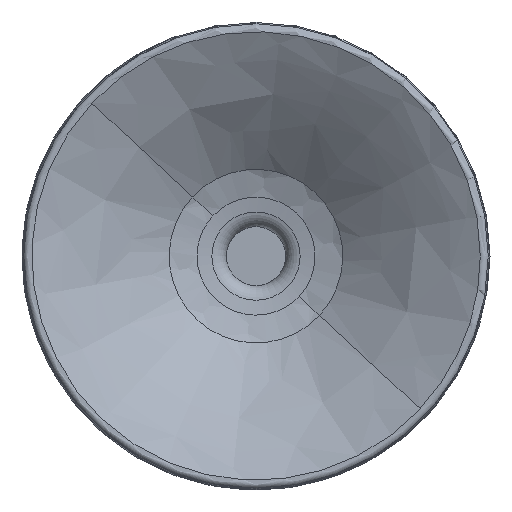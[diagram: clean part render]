
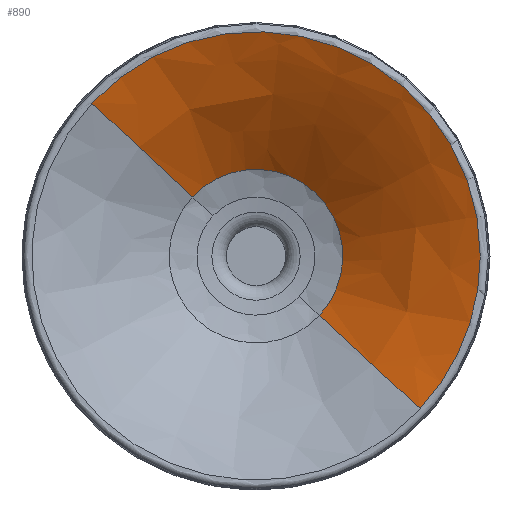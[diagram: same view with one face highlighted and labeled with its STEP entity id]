
A CAD part, top view. The second image highlights one B-rep face of the part: STEP entity #890.
In plain terms, the highlighted free-form (B-spline) face has degree [3, 3] with [9, 4] control points.
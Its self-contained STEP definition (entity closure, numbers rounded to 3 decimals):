
#23=B_SPLINE_CURVE_WITH_KNOTS('',3,(#1575,#1576,#1577,#1578,#1579,#1580,
#1581,#1582,#1583),.UNSPECIFIED.,.F.,.F.,(4,1,1,1,1,1,4),(0.042,
0.167,0.292,0.542,0.792,
0.917,1.),.UNSPECIFIED.);
#24=B_SPLINE_CURVE_WITH_KNOTS('',3,(#1586,#1587,#1588,#1589,#1590,#1591,
#1592,#1593,#1594),.UNSPECIFIED.,.F.,.F.,(4,1,1,1,1,1,4),(0.042,
0.125,0.25,0.5,0.75,0.875,1.),.UNSPECIFIED.);
#30=(
BOUNDED_SURFACE()
B_SPLINE_SURFACE(3,3,((#1595,#1596,#1597,#1598),(#1599,#1600,#1601,#1602),
(#1603,#1604,#1605,#1606),(#1607,#1608,#1609,#1610),(#1611,#1612,#1613,
#1614),(#1615,#1616,#1617,#1618),(#1619,#1620,#1621,#1622),(#1623,#1624,
#1625,#1626),(#1627,#1628,#1629,#1630)),.UNSPECIFIED.,.F.,.F.,.F.)
B_SPLINE_SURFACE_WITH_KNOTS((4,1,1,1,1,1,4),(4,4),(0.042,0.125,
0.25,0.5,0.75,0.875,1.),(0.,1.),.UNSPECIFIED.)
GEOMETRIC_REPRESENTATION_ITEM()
RATIONAL_B_SPLINE_SURFACE(((1.,0.333,0.333,1.),
(1.,0.333,0.333,1.),(1.,0.333,0.333,
1.),(1.,0.333,0.333,1.),(1.,0.333,0.333,
1.),(1.,0.333,0.333,1.),(1.,0.333,0.333,
1.),(1.,0.333,0.333,1.),(1.,0.333,0.333,
1.)))
REPRESENTATION_ITEM('')
SURFACE()
);
#273=FACE_OUTER_BOUND('',#332,.T.);
#332=EDGE_LOOP('',(#786,#787,#788,#789,#790));
#359=CIRCLE('',#1003,7.603);
#361=CIRCLE('',#1005,7.603);
#386=CIRCLE('',#1038,2.943);
#438=VERTEX_POINT('',#1475);
#439=VERTEX_POINT('',#1477);
#440=VERTEX_POINT('',#1479);
#461=VERTEX_POINT('',#1574);
#462=VERTEX_POINT('',#1584);
#541=EDGE_CURVE('',#438,#439,#359,.T.);
#543=EDGE_CURVE('',#440,#438,#361,.T.);
#572=EDGE_CURVE('',#461,#439,#23,.T.);
#574=EDGE_CURVE('',#440,#462,#24,.T.);
#575=EDGE_CURVE('',#461,#462,#386,.T.);
#786=ORIENTED_EDGE('',*,*,#575,.F.);
#787=ORIENTED_EDGE('',*,*,#572,.T.);
#788=ORIENTED_EDGE('',*,*,#541,.F.);
#789=ORIENTED_EDGE('',*,*,#543,.F.);
#790=ORIENTED_EDGE('',*,*,#574,.T.);
#890=ADVANCED_FACE('',(#273),#30,.F.);
#1003=AXIS2_PLACEMENT_3D('',#1478,#1220,#1221);
#1005=AXIS2_PLACEMENT_3D('',#1481,#1224,#1225);
#1038=AXIS2_PLACEMENT_3D('',#1631,#1295,#1296);
#1220=DIRECTION('center_axis',(-1.,0.,0.));
#1221=DIRECTION('ref_axis',(0.,0.,
1.));
#1224=DIRECTION('center_axis',(-1.,0.,0.));
#1225=DIRECTION('ref_axis',(0.,0.,
1.));
#1295=DIRECTION('center_axis',(1.,0.,0.));
#1296=DIRECTION('ref_axis',(0.,0.,-1.));
#1475=CARTESIAN_POINT('',(56.442,18.5,29.897));
#1477=CARTESIAN_POINT('',(56.442,13.318,31.936));
#1478=CARTESIAN_POINT('Origin',(56.442,18.5,37.5));
#1479=CARTESIAN_POINT('',(56.442,23.682,43.064));
#1481=CARTESIAN_POINT('Origin',(56.442,18.5,37.5));
#1574=CARTESIAN_POINT('',(53.394,16.495,35.347));
#1575=CARTESIAN_POINT('Ctrl Pts',(53.394,16.495,35.347));
#1576=CARTESIAN_POINT('Ctrl Pts',(53.568,16.343,35.184));
#1577=CARTESIAN_POINT('Ctrl Pts',(53.917,16.032,34.85));
#1578=CARTESIAN_POINT('Ctrl Pts',(54.553,15.441,34.215));
#1579=CARTESIAN_POINT('Ctrl Pts',(55.266,14.731,33.453));
#1580=CARTESIAN_POINT('Ctrl Pts',(55.86,14.067,32.74));
#1581=CARTESIAN_POINT('Ctrl Pts',(56.233,13.601,32.24));
#1582=CARTESIAN_POINT('Ctrl Pts',(56.383,13.399,32.023));
#1583=CARTESIAN_POINT('Ctrl Pts',(56.442,13.318,31.936));
#1584=CARTESIAN_POINT('',(53.394,20.505,39.653));
#1586=CARTESIAN_POINT('Ctrl Pts',(56.442,23.682,43.064));
#1587=CARTESIAN_POINT('Ctrl Pts',(56.383,23.601,42.977));
#1588=CARTESIAN_POINT('Ctrl Pts',(56.233,23.399,42.76));
#1589=CARTESIAN_POINT('Ctrl Pts',(55.86,22.933,42.26));
#1590=CARTESIAN_POINT('Ctrl Pts',(55.266,22.269,41.547));
#1591=CARTESIAN_POINT('Ctrl Pts',(54.553,21.559,40.785));
#1592=CARTESIAN_POINT('Ctrl Pts',(53.917,20.968,40.15));
#1593=CARTESIAN_POINT('Ctrl Pts',(53.568,20.657,39.816));
#1594=CARTESIAN_POINT('Ctrl Pts',(53.394,20.505,39.653));
#1595=CARTESIAN_POINT('Ctrl Pts',(56.442,13.318,31.936));
#1596=CARTESIAN_POINT('Ctrl Pts',(56.442,24.446,21.573));
#1597=CARTESIAN_POINT('Ctrl Pts',(56.442,34.81,32.701));
#1598=CARTESIAN_POINT('Ctrl Pts',(56.442,23.682,43.064));
#1599=CARTESIAN_POINT('Ctrl Pts',(56.383,13.399,32.023));
#1600=CARTESIAN_POINT('Ctrl Pts',(56.383,24.353,21.821));
#1601=CARTESIAN_POINT('Ctrl Pts',(56.383,34.555,32.776));
#1602=CARTESIAN_POINT('Ctrl Pts',(56.383,23.601,42.977));
#1603=CARTESIAN_POINT('Ctrl Pts',(56.233,13.601,32.24));
#1604=CARTESIAN_POINT('Ctrl Pts',(56.233,24.122,22.441));
#1605=CARTESIAN_POINT('Ctrl Pts',(56.233,33.92,32.962));
#1606=CARTESIAN_POINT('Ctrl Pts',(56.233,23.399,42.76));
#1607=CARTESIAN_POINT('Ctrl Pts',(55.86,14.067,32.74));
#1608=CARTESIAN_POINT('Ctrl Pts',(55.86,23.587,23.874));
#1609=CARTESIAN_POINT('Ctrl Pts',(55.86,32.453,33.394));
#1610=CARTESIAN_POINT('Ctrl Pts',(55.86,22.933,42.26));
#1611=CARTESIAN_POINT('Ctrl Pts',(55.266,14.731,33.453));
#1612=CARTESIAN_POINT('Ctrl Pts',(55.266,22.825,25.914));
#1613=CARTESIAN_POINT('Ctrl Pts',(55.266,30.364,34.009));
#1614=CARTESIAN_POINT('Ctrl Pts',(55.266,22.269,41.547));
#1615=CARTESIAN_POINT('Ctrl Pts',(54.553,15.441,34.215));
#1616=CARTESIAN_POINT('Ctrl Pts',(54.553,22.01,28.097));
#1617=CARTESIAN_POINT('Ctrl Pts',(54.553,28.128,34.667));
#1618=CARTESIAN_POINT('Ctrl Pts',(54.553,21.559,40.785));
#1619=CARTESIAN_POINT('Ctrl Pts',(53.917,16.032,34.85));
#1620=CARTESIAN_POINT('Ctrl Pts',(53.917,21.332,29.915));
#1621=CARTESIAN_POINT('Ctrl Pts',(53.917,26.268,35.214));
#1622=CARTESIAN_POINT('Ctrl Pts',(53.917,20.968,40.15));
#1623=CARTESIAN_POINT('Ctrl Pts',(53.568,16.343,35.184));
#1624=CARTESIAN_POINT('Ctrl Pts',(53.568,20.976,30.869));
#1625=CARTESIAN_POINT('Ctrl Pts',(53.568,25.29,35.502));
#1626=CARTESIAN_POINT('Ctrl Pts',(53.568,20.657,39.816));
#1627=CARTESIAN_POINT('Ctrl Pts',(53.394,16.495,35.347));
#1628=CARTESIAN_POINT('Ctrl Pts',(53.394,20.801,31.336));
#1629=CARTESIAN_POINT('Ctrl Pts',(53.394,24.812,35.642));
#1630=CARTESIAN_POINT('Ctrl Pts',(53.394,20.505,39.653));
#1631=CARTESIAN_POINT('Origin',(53.394,18.5,37.5));
